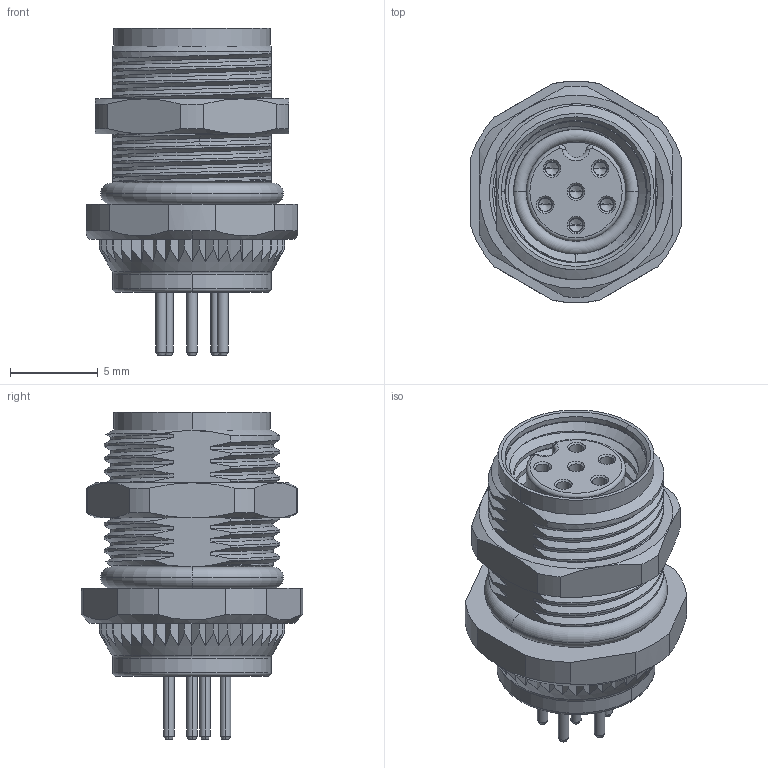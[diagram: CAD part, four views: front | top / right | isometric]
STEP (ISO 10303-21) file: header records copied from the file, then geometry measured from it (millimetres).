
FILE_DESCRIPTION((''),'2;1');
FILE_NAME('6P-K166666_6','2025-09-08T',('gongcheng16'),(''),'PRO/ENGINEER BY PARAMETRIC TECHNOLOGY CORPORATION, 2010280','PRO/ENGINEER BY PARAMETRIC TECHNOLOGY CORPORATION, 2010280','');
FILE_SCHEMA(('CONFIG_CONTROL_DESIGN'));
Products named in the file (1): 6P-K166666_6
Bounding box: 12 x 12.6 x 18.6 mm (x, y, z)
Volume: 236.8 mm3; surface area: 13857 mm2
Topology: 1 solids, 132 shells, 2986 faces, 10140 edges, 7008 vertices
Faces by surface type: plane 950, bspline 790, cylinder 741, cone 403, torus 102
Entity records: 326683 total; most frequent: CARTESIAN_POINT 247391, ORIENTED_EDGE 17416, DIRECTION 13541, EDGE_CURVE 10128, VERTEX_POINT 7008, AXIS2_PLACEMENT_3D 4838, VECTOR 3865, LINE 3865
